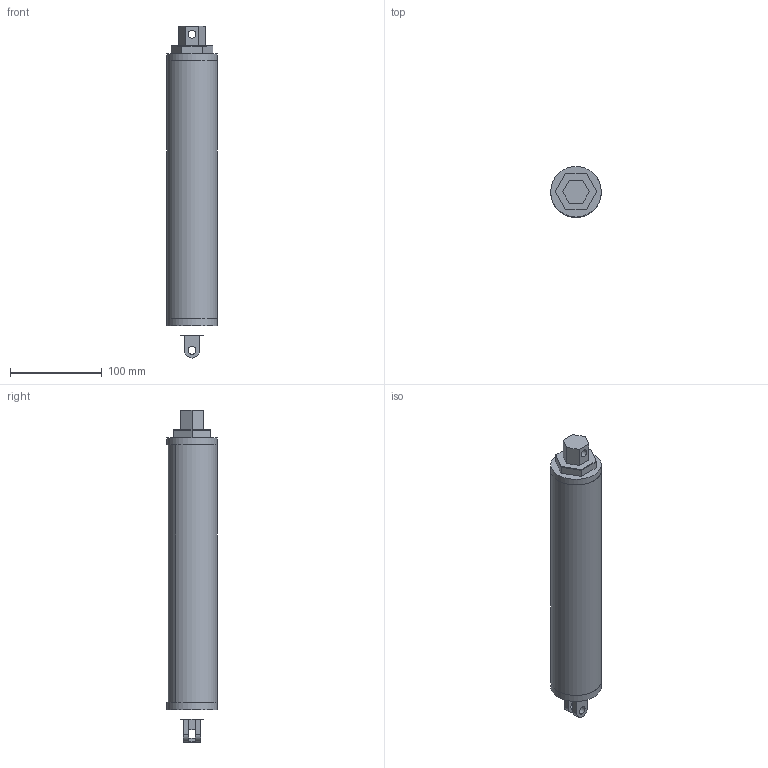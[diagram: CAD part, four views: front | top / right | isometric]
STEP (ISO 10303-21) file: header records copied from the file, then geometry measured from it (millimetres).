
FILE_DESCRIPTION(/* description */ (''),/* implementation_level */ '2;1');
FILE_NAME(/* name */ 'FA-RA-22-12-4.step',/* time_stamp */ '2019-09-05T15:06:54-07:00',/* author */ (''),/* organization */ (''),/* preprocessor_version */ 'ST-DEVELOPER v18',/* originating_system */ 'Autodesk Translation Framework v8.6.0.1094',/* authorisation */ '');
FILE_SCHEMA (('AUTOMOTIVE_DESIGN { 1 0 10303 214 3 1 1 }'));
Length unit declared in the file: inch
Products named in the file (7): (Unsaved); FA-RA-22-12-2; FA-RA-22-12-6_Assem; FA-RA-22-12-6_Assem004; FA-RA-22-12-6_Assem002; FA-RA-22-12-6_Assem003; FA-RA-22-12-2_body
Assembly tree (6 placements, depth 3):
  (Unsaved)
    FA-RA-22-12-2
      FA-RA-22-12-6_Assem
      FA-RA-22-12-6_Assem004
      FA-RA-22-12-6_Assem002
      FA-RA-22-12-6_Assem003
      FA-RA-22-12-2_body
Bounding box: 55 x 55 x 361.04 mm (x, y, z)
Volume: 743201.6 mm3; surface area: 93427 mm2
Topology: 5 solids, 5 shells, 75 faces, 200 edges, 133 vertices
Faces by surface type: plane 66, cylinder 8, cone 1
Full cylindrical faces by diameter (mm): 8.64 x2, 25.52 x1, 55 x2
Entity records: 2575 total; most frequent: CARTESIAN_POINT 421, DIRECTION 413, ORIENTED_EDGE 400, EDGE_CURVE 200, LINE 163, VECTOR 163, VERTEX_POINT 133, AXIS2_PLACEMENT_3D 125
